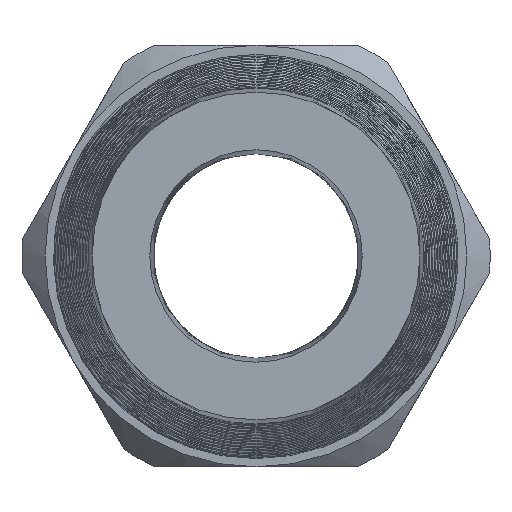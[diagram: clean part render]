
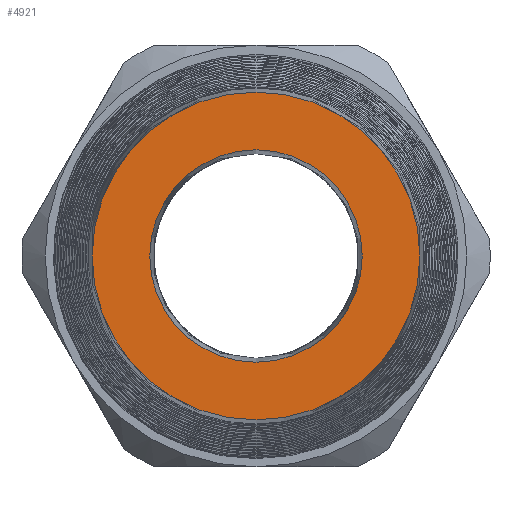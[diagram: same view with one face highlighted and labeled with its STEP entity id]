
A CAD part, left-side view. The second image highlights one B-rep face of the part: STEP entity #4921.
In plain terms, the highlighted planar face has unit normal (-1, 0, 0).
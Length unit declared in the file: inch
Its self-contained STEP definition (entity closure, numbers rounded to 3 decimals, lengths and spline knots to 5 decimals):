
#4921 = ADVANCED_FACE ( 'NONE', ( #9715, #9714 ), #9712, .T. ) ;
#4922 = EDGE_LOOP ( 'NONE', ( #4923, #4925 ) ) ;
#4923 = ORIENTED_EDGE ( 'NONE', *, *, #4924, .T. ) ;
#4924 = EDGE_CURVE ( 'NONE', #7284, #7349, #9902, .T. ) ;
#4925 = ORIENTED_EDGE ( 'NONE', *, *, #7492, .T. ) ;
#4926 = EDGE_LOOP ( 'NONE', ( #4927, #4929 ) ) ;
#4927 = ORIENTED_EDGE ( 'NONE', *, *, #4928, .F. ) ;
#4928 = EDGE_CURVE ( 'NONE', #7279, #7484, #9897, .T. ) ;
#4929 = ORIENTED_EDGE ( 'NONE', *, *, #7278, .F. ) ;
#7278 = EDGE_CURVE ( 'NONE', #7484, #7279, #19537, .T. ) ;
#7279 = VERTEX_POINT ( 'NONE', #19533 ) ;
#7284 = VERTEX_POINT ( 'NONE', #19640 ) ;
#7349 = VERTEX_POINT ( 'NONE', #19749 ) ;
#7484 = VERTEX_POINT ( 'NONE', #20144 ) ;
#7492 = EDGE_CURVE ( 'NONE', #7349, #7284, #20159, .T. ) ;
#9711 = AXIS2_PLACEMENT_3D ( 'NONE', #9905, #9904, #9903 ) ;
#9712 = PLANE ( 'NONE',  #9711 ) ;
#9714 = FACE_BOUND ( 'NONE', #4926, .T. ) ;
#9715 = FACE_OUTER_BOUND ( 'NONE', #4922, .T. ) ;
#9893 = DIRECTION ( 'NONE',  ( 0., 0., 1. ) ) ;
#9894 = DIRECTION ( 'NONE',  ( -1., 0., 0. ) ) ;
#9895 = CARTESIAN_POINT ( 'NONE',  ( -4.80022, 0., 0. ) ) ;
#9896 = AXIS2_PLACEMENT_3D ( 'NONE', #9895, #9894, #9893 ) ;
#9897 = CIRCLE ( 'NONE', #9896, 0.32738 ) ;
#9898 = DIRECTION ( 'NONE',  ( 0., 0., 1. ) ) ;
#9899 = DIRECTION ( 'NONE',  ( -1., 0., 0. ) ) ;
#9900 = CARTESIAN_POINT ( 'NONE',  ( -4.80022, 0., 0. ) ) ;
#9901 = AXIS2_PLACEMENT_3D ( 'NONE', #9900, #9899, #9898 ) ;
#9902 = CIRCLE ( 'NONE', #9901, 0.50515 ) ;
#9903 = DIRECTION ( 'NONE',  ( 0., 0., 1. ) ) ;
#9904 = DIRECTION ( 'NONE',  ( -1., 0., 0. ) ) ;
#9905 = CARTESIAN_POINT ( 'NONE',  ( -4.80022, 0., 0. ) ) ;
#19533 = CARTESIAN_POINT ( 'NONE',  ( -4.80022, 0., 0.32738 ) ) ;
#19534 = DIRECTION ( 'NONE',  ( 0., 0., 1. ) ) ;
#19535 = DIRECTION ( 'NONE',  ( -1., 0., 0. ) ) ;
#19536 = AXIS2_PLACEMENT_3D ( 'NONE', #19542, #19535, #19534 ) ;
#19537 = CIRCLE ( 'NONE', #19536, 0.32738 ) ;
#19542 = CARTESIAN_POINT ( 'NONE',  ( -4.80022, 0., 0. ) ) ;
#19640 = CARTESIAN_POINT ( 'NONE',  ( -4.80022, 0., 0.50515 ) ) ;
#19749 = CARTESIAN_POINT ( 'NONE',  ( -4.80022, 0., -0.50515 ) ) ;
#20144 = CARTESIAN_POINT ( 'NONE',  ( -4.80022, 0., -0.32738 ) ) ;
#20156 = DIRECTION ( 'NONE',  ( 0., 0., 1. ) ) ;
#20157 = DIRECTION ( 'NONE',  ( -1., 0., 0. ) ) ;
#20158 = AXIS2_PLACEMENT_3D ( 'NONE', #20164, #20157, #20156 ) ;
#20159 = CIRCLE ( 'NONE', #20158, 0.50515 ) ;
#20164 = CARTESIAN_POINT ( 'NONE',  ( -4.80022, 0., 0. ) ) ;
